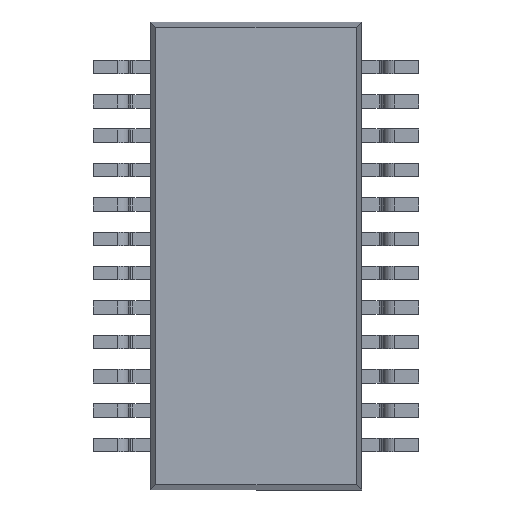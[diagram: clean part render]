
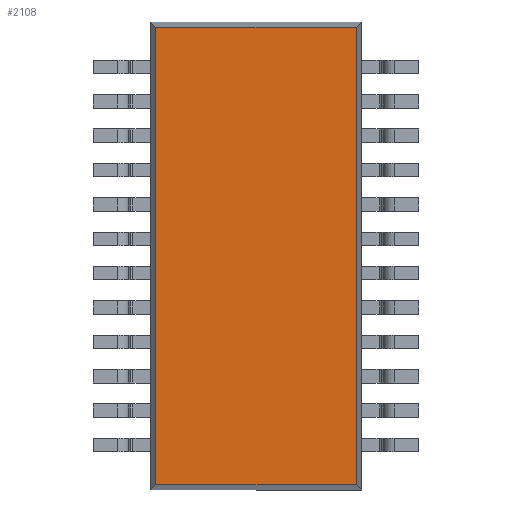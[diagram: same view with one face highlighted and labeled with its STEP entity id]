
A CAD part, front view. The second image highlights one B-rep face of the part: STEP entity #2108.
In plain terms, the highlighted planar face has unit normal (0, -1, 0).
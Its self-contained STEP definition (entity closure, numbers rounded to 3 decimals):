
#230 = DIRECTION ( 'NONE',  ( 0., 0., -1. ) ) ;
#340 = VERTEX_POINT ( 'NONE', #2277 ) ;
#487 = LINE ( 'NONE', #5769, #4004 ) ;
#723 = DIRECTION ( 'NONE',  ( 0., 0., -1. ) ) ;
#765 = DIRECTION ( 'NONE',  ( 1., 0., 0. ) ) ;
#953 = CARTESIAN_POINT ( 'NONE',  ( 1.95, 0.2, 4.227 ) ) ;
#1426 = ORIENTED_EDGE ( 'NONE', *, *, #6309, .T. ) ;
#1694 = FACE_OUTER_BOUND ( 'NONE', #6327, .T. ) ;
#1826 = VERTEX_POINT ( 'NONE', #8745 ) ;
#2108 = ADVANCED_FACE ( 'NONE', ( #1694 ), #9390, .T. ) ;
#2167 = VERTEX_POINT ( 'NONE', #6964 ) ;
#2205 = EDGE_CURVE ( 'NONE', #2167, #5557, #4043, .T. ) ;
#2277 = CARTESIAN_POINT ( 'NONE',  ( -1.852, 0.2, -4.227 ) ) ;
#3301 = VECTOR ( 'NONE', #8235, 1000. ) ;
#3453 = DIRECTION ( 'NONE',  ( -1., 0., 0. ) ) ;
#3490 = DIRECTION ( 'NONE',  ( 0., -1., 0. ) ) ;
#4004 = VECTOR ( 'NONE', #765, 1000. ) ;
#4043 = LINE ( 'NONE', #953, #6679 ) ;
#5557 = VERTEX_POINT ( 'NONE', #6366 ) ;
#5680 = EDGE_CURVE ( 'NONE', #5557, #340, #9548, .T. ) ;
#5699 = AXIS2_PLACEMENT_3D ( 'NONE', #6923, #3490, #230 ) ;
#5769 = CARTESIAN_POINT ( 'NONE',  ( -1.95, 0.2, -4.227 ) ) ;
#6309 = EDGE_CURVE ( 'NONE', #340, #1826, #487, .T. ) ;
#6327 = EDGE_LOOP ( 'NONE', ( #1426, #10388, #7819, #9041 ) ) ;
#6366 = CARTESIAN_POINT ( 'NONE',  ( -1.852, 0.2, 4.227 ) ) ;
#6679 = VECTOR ( 'NONE', #3453, 1000. ) ;
#6923 = CARTESIAN_POINT ( 'NONE',  ( 0., 0.2, 0. ) ) ;
#6964 = CARTESIAN_POINT ( 'NONE',  ( 1.852, 0.2, 4.227 ) ) ;
#7287 = EDGE_CURVE ( 'NONE', #1826, #2167, #9504, .T. ) ;
#7302 = VECTOR ( 'NONE', #723, 1000. ) ;
#7367 = CARTESIAN_POINT ( 'NONE',  ( 1.852, 0.2, -4.325 ) ) ;
#7819 = ORIENTED_EDGE ( 'NONE', *, *, #2205, .T. ) ;
#8235 = DIRECTION ( 'NONE',  ( 0., 0., 1. ) ) ;
#8745 = CARTESIAN_POINT ( 'NONE',  ( 1.852, 0.2, -4.227 ) ) ;
#9041 = ORIENTED_EDGE ( 'NONE', *, *, #5680, .T. ) ;
#9106 = CARTESIAN_POINT ( 'NONE',  ( -1.852, 0.2, 4.325 ) ) ;
#9390 = PLANE ( 'NONE',  #5699 ) ;
#9504 = LINE ( 'NONE', #7367, #3301 ) ;
#9548 = LINE ( 'NONE', #9106, #7302 ) ;
#10388 = ORIENTED_EDGE ( 'NONE', *, *, #7287, .T. ) ;
